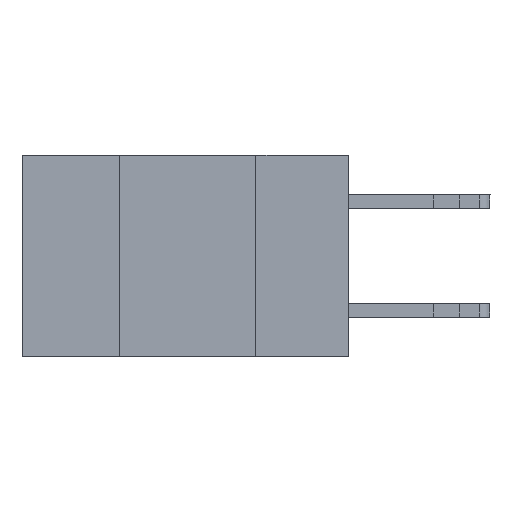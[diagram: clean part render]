
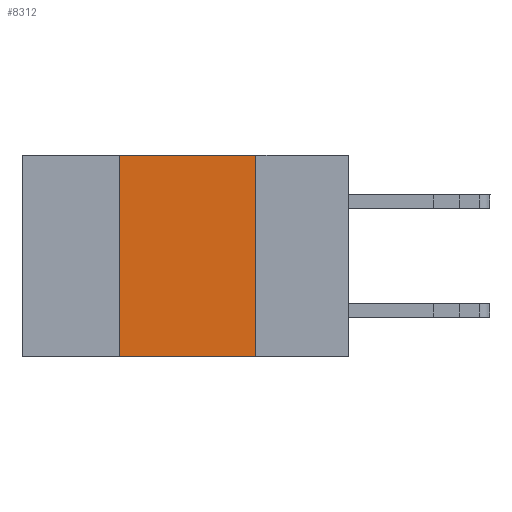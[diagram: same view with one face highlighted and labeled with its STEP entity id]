
A CAD part, left-side view. The second image highlights one B-rep face of the part: STEP entity #8312.
In plain terms, the highlighted planar face has unit normal (-1, 0, 0).
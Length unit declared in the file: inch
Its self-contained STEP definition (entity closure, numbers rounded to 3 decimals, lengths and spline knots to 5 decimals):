
#639 = DIRECTION ( 'NONE',  ( 0., 0., -1. ) ) ;
#1473 = CARTESIAN_POINT ( 'NONE',  ( 0., 0.17, 0. ) ) ;
#2203 = PLANE ( 'NONE',  #23482 ) ;
#3320 = LINE ( 'NONE', #5010, #4384 ) ;
#3395 = EDGE_CURVE ( 'NONE', #7326, #13329, #3679, .T. ) ;
#3679 = LINE ( 'NONE', #25271, #4924 ) ;
#4384 = VECTOR ( 'NONE', #11206, 39.37008 ) ;
#4924 = VECTOR ( 'NONE', #17386, 39.37008 ) ;
#5010 = CARTESIAN_POINT ( 'NONE',  ( 0., 0.17, 0. ) ) ;
#5087 = DIRECTION ( 'NONE',  ( 0., 0., 1. ) ) ;
#5521 = DIRECTION ( 'NONE',  ( 0., -1., 0. ) ) ;
#5815 = VECTOR ( 'NONE', #5087, 39.37008 ) ;
#5954 = EDGE_CURVE ( 'NONE', #7863, #25051, #13774, .T. ) ;
#7326 = VERTEX_POINT ( 'NONE', #13285 ) ;
#7413 = ORIENTED_EDGE ( 'NONE', *, *, #5954, .T. ) ;
#7863 = VERTEX_POINT ( 'NONE', #8087 ) ;
#8087 = CARTESIAN_POINT ( 'NONE',  ( 0., 0.42, -0.37 ) ) ;
#8275 = FACE_OUTER_BOUND ( 'NONE', #18072, .T. ) ;
#8312 = ADVANCED_FACE ( 'NONE', ( #8275 ), #2203, .F. ) ;
#8664 = DIRECTION ( 'NONE',  ( 1., 0., 0. ) ) ;
#10652 = VECTOR ( 'NONE', #5521, 39.37008 ) ;
#11206 = DIRECTION ( 'NONE',  ( 0., 0., -1. ) ) ;
#13172 = ORIENTED_EDGE ( 'NONE', *, *, #19112, .F. ) ;
#13285 = CARTESIAN_POINT ( 'NONE',  ( 0., 0.42, 0. ) ) ;
#13329 = VERTEX_POINT ( 'NONE', #1473 ) ;
#13774 = LINE ( 'NONE', #23225, #10652 ) ;
#13868 = CARTESIAN_POINT ( 'NONE',  ( 0., 0.17, -0.37 ) ) ;
#16414 = CARTESIAN_POINT ( 'NONE',  ( 0., 0.6, 0. ) ) ;
#17386 = DIRECTION ( 'NONE',  ( 0., -1., 0. ) ) ;
#18072 = EDGE_LOOP ( 'NONE', ( #13172, #19008, #25453, #7413 ) ) ;
#19008 = ORIENTED_EDGE ( 'NONE', *, *, #3395, .F. ) ;
#19112 = EDGE_CURVE ( 'NONE', #13329, #25051, #3320, .T. ) ;
#21104 = CARTESIAN_POINT ( 'NONE',  ( 0., 0.42, 0. ) ) ;
#22609 = EDGE_CURVE ( 'NONE', #7863, #7326, #23295, .T. ) ;
#23225 = CARTESIAN_POINT ( 'NONE',  ( 0., 0.6, -0.37 ) ) ;
#23295 = LINE ( 'NONE', #21104, #5815 ) ;
#23482 = AXIS2_PLACEMENT_3D ( 'NONE', #16414, #8664, #639 ) ;
#25051 = VERTEX_POINT ( 'NONE', #13868 ) ;
#25271 = CARTESIAN_POINT ( 'NONE',  ( 0., 0.6, 0. ) ) ;
#25453 = ORIENTED_EDGE ( 'NONE', *, *, #22609, .F. ) ;
